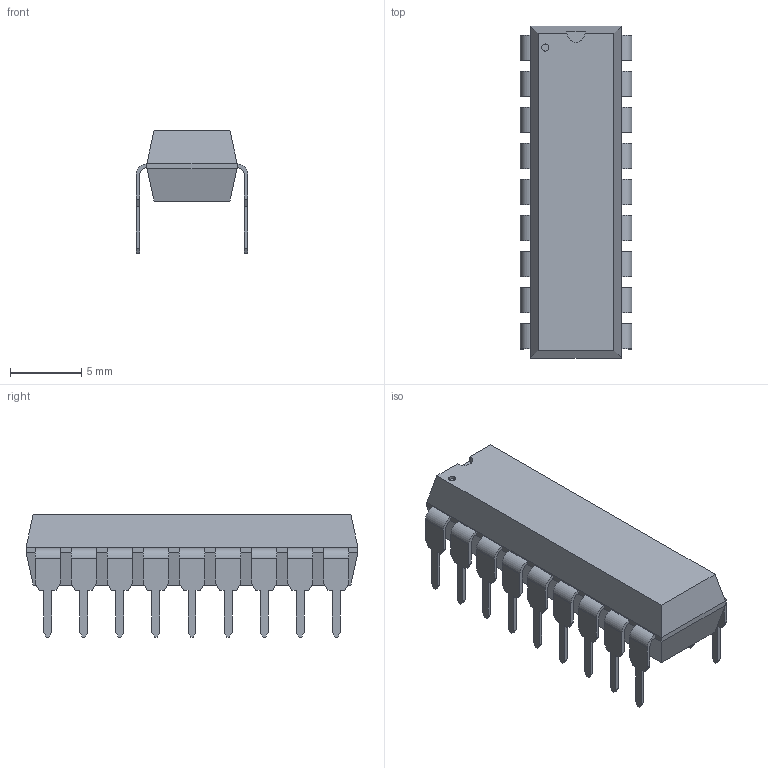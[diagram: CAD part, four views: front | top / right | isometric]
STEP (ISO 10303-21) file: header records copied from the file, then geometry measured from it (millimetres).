
FILE_DESCRIPTION((''),'2;1');
FILE_NAME('DIP18-300.stp','2008-10-14T13:05:07',(''),(''),'Mechanical Desktop 2009','Mechanical Desktop 2009',', , ');
FILE_SCHEMA(('AUTOMOTIVE_DESIGN { 1 2 10303 214 1 1 1 1 }'));
Length unit declared in the file: millimetre
Products named in the file (1): Product
Bounding box: 7.87 x 23.37 x 8.63 mm (x, y, z)
Volume: 699.9 mm3; surface area: 867 mm2
Topology: 19 solids, 19 shells, 345 faces, 908 edges, 602 vertices
Faces by surface type: plane 162, bspline 144, cylinder 39
Entity records: 10514 total; most frequent: CARTESIAN_POINT 2288, ORIENTED_EDGE 1816, DIRECTION 1390, EDGE_CURVE 908, VECTOR 830, LINE 830, VERTEX_POINT 602, EDGE_LOOP 346
